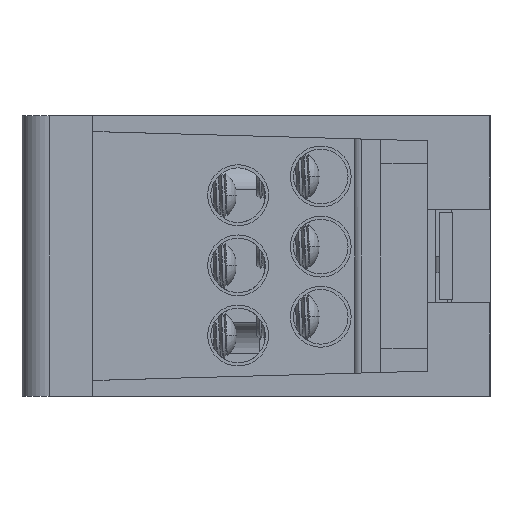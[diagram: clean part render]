
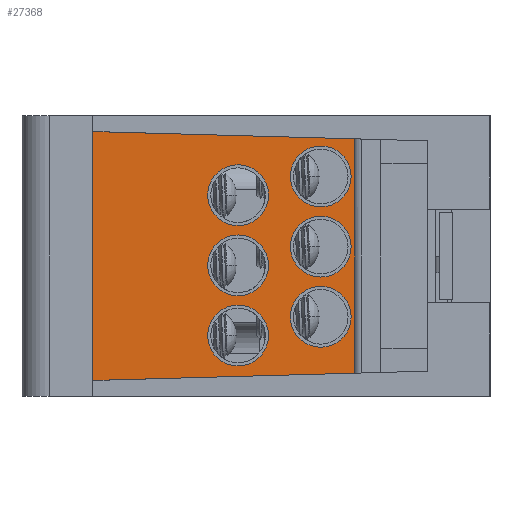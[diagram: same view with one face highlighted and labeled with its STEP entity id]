
A CAD part, left-side view. The second image highlights one B-rep face of the part: STEP entity #27368.
In plain terms, the highlighted planar face has unit normal (-1, 0, 0).
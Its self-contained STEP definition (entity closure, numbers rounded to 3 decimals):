
#6954=DIRECTION('',(0.,0.,-1.));
#6955=VECTOR('',#6954,32.9);
#6956=CARTESIAN_POINT('',(-25.8,51.,34.45));
#6957=LINE('',#6956,#6955);
#6958=DIRECTION('',(0.,1.,0.));
#6959=VECTOR('',#6958,40.2);
#6960=CARTESIAN_POINT('',(-25.8,10.8,34.45));
#6961=LINE('',#6960,#6959);
#6962=DIRECTION('',(0.,0.,-1.));
#6963=VECTOR('',#6962,32.9);
#6964=CARTESIAN_POINT('',(-25.8,10.8,34.45));
#6965=LINE('',#6964,#6963);
#6982=CARTESIAN_POINT('',(-25.8,16.2,28.2));
#6983=DIRECTION('',(-1.,0.,0.));
#6984=DIRECTION('',(0.,0.,1.));
#6985=AXIS2_PLACEMENT_3D('',#6982,#6983,#6984);
#6987=CARTESIAN_POINT('',(-25.8,16.2,28.2));
#6988=DIRECTION('',(-1.,0.,0.));
#6989=DIRECTION('',(0.,0.,-1.));
#6990=AXIS2_PLACEMENT_3D('',#6987,#6988,#6989);
#6992=CARTESIAN_POINT('',(-25.8,16.2,19.2));
#6993=DIRECTION('',(-1.,0.,0.));
#6994=DIRECTION('',(0.,0.,1.));
#6995=AXIS2_PLACEMENT_3D('',#6992,#6993,#6994);
#6997=CARTESIAN_POINT('',(-25.8,16.2,19.2));
#6998=DIRECTION('',(-1.,0.,0.));
#6999=DIRECTION('',(0.,0.,-1.));
#7000=AXIS2_PLACEMENT_3D('',#6997,#6998,#6999);
#7002=CARTESIAN_POINT('',(-25.8,16.2,10.2));
#7003=DIRECTION('',(-1.,0.,0.));
#7004=DIRECTION('',(0.,0.,1.));
#7005=AXIS2_PLACEMENT_3D('',#7002,#7003,#7004);
#7007=CARTESIAN_POINT('',(-25.8,16.2,10.2));
#7008=DIRECTION('',(-1.,0.,0.));
#7009=DIRECTION('',(0.,0.,-1.));
#7010=AXIS2_PLACEMENT_3D('',#7007,#7008,#7009);
#7012=CARTESIAN_POINT('',(-25.8,26.8,25.8));
#7013=DIRECTION('',(-1.,0.,0.));
#7014=DIRECTION('',(0.,0.,1.));
#7015=AXIS2_PLACEMENT_3D('',#7012,#7013,#7014);
#7017=CARTESIAN_POINT('',(-25.8,26.8,25.8));
#7018=DIRECTION('',(-1.,0.,0.));
#7019=DIRECTION('',(0.,0.,-1.));
#7020=AXIS2_PLACEMENT_3D('',#7017,#7018,#7019);
#7022=CARTESIAN_POINT('',(-25.8,26.8,16.8));
#7023=DIRECTION('',(-1.,0.,0.));
#7024=DIRECTION('',(0.,0.,1.));
#7025=AXIS2_PLACEMENT_3D('',#7022,#7023,#7024);
#7027=CARTESIAN_POINT('',(-25.8,26.8,16.8));
#7028=DIRECTION('',(-1.,0.,0.));
#7029=DIRECTION('',(0.,0.,-1.));
#7030=AXIS2_PLACEMENT_3D('',#7027,#7028,#7029);
#7032=CARTESIAN_POINT('',(-25.8,26.8,7.8));
#7033=DIRECTION('',(-1.,0.,0.));
#7034=DIRECTION('',(0.,0.,1.));
#7035=AXIS2_PLACEMENT_3D('',#7032,#7033,#7034);
#7037=CARTESIAN_POINT('',(-25.8,26.8,7.8));
#7038=DIRECTION('',(-1.,0.,0.));
#7039=DIRECTION('',(0.,0.,-1.));
#7040=AXIS2_PLACEMENT_3D('',#7037,#7038,#7039);
#7094=DIRECTION('',(0.,-1.,0.));
#7095=VECTOR('',#7094,40.2);
#7096=CARTESIAN_POINT('',(-25.8,51.,1.55));
#7097=LINE('',#7096,#7095);
#16368=CARTESIAN_POINT('',(-25.8,51.,34.45));
#16369=CARTESIAN_POINT('',(-25.8,51.,1.55));
#16370=VERTEX_POINT('',#16368);
#16371=VERTEX_POINT('',#16369);
#16372=CARTESIAN_POINT('',(-25.8,16.2,32.1));
#16373=CARTESIAN_POINT('',(-25.8,16.2,24.3));
#16374=VERTEX_POINT('',#16372);
#16375=VERTEX_POINT('',#16373);
#16376=CARTESIAN_POINT('',(-25.8,16.2,23.1));
#16377=CARTESIAN_POINT('',(-25.8,16.2,15.3));
#16378=VERTEX_POINT('',#16376);
#16379=VERTEX_POINT('',#16377);
#16380=CARTESIAN_POINT('',(-25.8,16.2,14.1));
#16381=CARTESIAN_POINT('',(-25.8,16.2,6.3));
#16382=VERTEX_POINT('',#16380);
#16383=VERTEX_POINT('',#16381);
#16384=CARTESIAN_POINT('',(-25.8,26.8,29.7));
#16385=CARTESIAN_POINT('',(-25.8,26.8,21.9));
#16386=VERTEX_POINT('',#16384);
#16387=VERTEX_POINT('',#16385);
#16388=CARTESIAN_POINT('',(-25.8,26.8,20.7));
#16389=CARTESIAN_POINT('',(-25.8,26.8,12.9));
#16390=VERTEX_POINT('',#16388);
#16391=VERTEX_POINT('',#16389);
#16392=CARTESIAN_POINT('',(-25.8,26.8,11.7));
#16393=CARTESIAN_POINT('',(-25.8,26.8,3.9));
#16394=VERTEX_POINT('',#16392);
#16395=VERTEX_POINT('',#16393);
#16968=CARTESIAN_POINT('',(-25.8,10.8,34.45));
#16969=CARTESIAN_POINT('',(-25.8,10.8,1.55));
#16970=VERTEX_POINT('',#16968);
#16971=VERTEX_POINT('',#16969);
#27320=CARTESIAN_POINT('',(-25.8,30.9,18.));
#27321=DIRECTION('',(1.,0.,0.));
#27322=DIRECTION('',(0.,0.,-1.));
#27323=AXIS2_PLACEMENT_3D('',#27320,#27321,#27322);
#27324=PLANE('',#27323);
#27326=ORIENTED_EDGE('',*,*,#27325,.F.);
#27327=ORIENTED_EDGE('',*,*,#27278,.F.);
#27328=ORIENTED_EDGE('',*,*,#27293,.F.);
#27329=ORIENTED_EDGE('',*,*,#27305,.T.);
#27330=EDGE_LOOP('',(#27326,#27327,#27328,#27329));
#27331=FACE_OUTER_BOUND('',#27330,.F.);
#27333=ORIENTED_EDGE('',*,*,#27332,.T.);
#27335=ORIENTED_EDGE('',*,*,#27334,.T.);
#27336=EDGE_LOOP('',(#27333,#27335));
#27337=FACE_BOUND('',#27336,.F.);
#27339=ORIENTED_EDGE('',*,*,#27338,.T.);
#27341=ORIENTED_EDGE('',*,*,#27340,.T.);
#27342=EDGE_LOOP('',(#27339,#27341));
#27343=FACE_BOUND('',#27342,.F.);
#27345=ORIENTED_EDGE('',*,*,#27344,.T.);
#27347=ORIENTED_EDGE('',*,*,#27346,.T.);
#27348=EDGE_LOOP('',(#27345,#27347));
#27349=FACE_BOUND('',#27348,.F.);
#27351=ORIENTED_EDGE('',*,*,#27350,.T.);
#27353=ORIENTED_EDGE('',*,*,#27352,.T.);
#27354=EDGE_LOOP('',(#27351,#27353));
#27355=FACE_BOUND('',#27354,.F.);
#27357=ORIENTED_EDGE('',*,*,#27356,.T.);
#27359=ORIENTED_EDGE('',*,*,#27358,.T.);
#27360=EDGE_LOOP('',(#27357,#27359));
#27361=FACE_BOUND('',#27360,.F.);
#27363=ORIENTED_EDGE('',*,*,#27362,.T.);
#27365=ORIENTED_EDGE('',*,*,#27364,.T.);
#27366=EDGE_LOOP('',(#27363,#27365));
#27367=FACE_BOUND('',#27366,.F.);
#6986=CIRCLE('',#6985,3.9);
#6991=CIRCLE('',#6990,3.9);
#6996=CIRCLE('',#6995,3.9);
#7001=CIRCLE('',#7000,3.9);
#7006=CIRCLE('',#7005,3.9);
#7011=CIRCLE('',#7010,3.9);
#7016=CIRCLE('',#7015,3.9);
#7021=CIRCLE('',#7020,3.9);
#7026=CIRCLE('',#7025,3.9);
#7031=CIRCLE('',#7030,3.9);
#7036=CIRCLE('',#7035,3.9);
#7041=CIRCLE('',#7040,3.9);
#27278=EDGE_CURVE('',#16370,#16371,#6957,.T.);
#27293=EDGE_CURVE('',#16970,#16370,#6961,.T.);
#27305=EDGE_CURVE('',#16970,#16971,#6965,.T.);
#27325=EDGE_CURVE('',#16371,#16971,#7097,.T.);
#27332=EDGE_CURVE('',#16378,#16379,#6996,.T.);
#27334=EDGE_CURVE('',#16379,#16378,#7001,.T.);
#27338=EDGE_CURVE('',#16382,#16383,#7006,.T.);
#27340=EDGE_CURVE('',#16383,#16382,#7011,.T.);
#27344=EDGE_CURVE('',#16386,#16387,#7016,.T.);
#27346=EDGE_CURVE('',#16387,#16386,#7021,.T.);
#27350=EDGE_CURVE('',#16390,#16391,#7026,.T.);
#27352=EDGE_CURVE('',#16391,#16390,#7031,.T.);
#27356=EDGE_CURVE('',#16394,#16395,#7036,.T.);
#27358=EDGE_CURVE('',#16395,#16394,#7041,.T.);
#27362=EDGE_CURVE('',#16374,#16375,#6986,.T.);
#27364=EDGE_CURVE('',#16375,#16374,#6991,.T.);
#27368=ADVANCED_FACE('',(#27331,#27337,#27343,#27349,#27355,#27361,#27367),
#27324,.F.);
